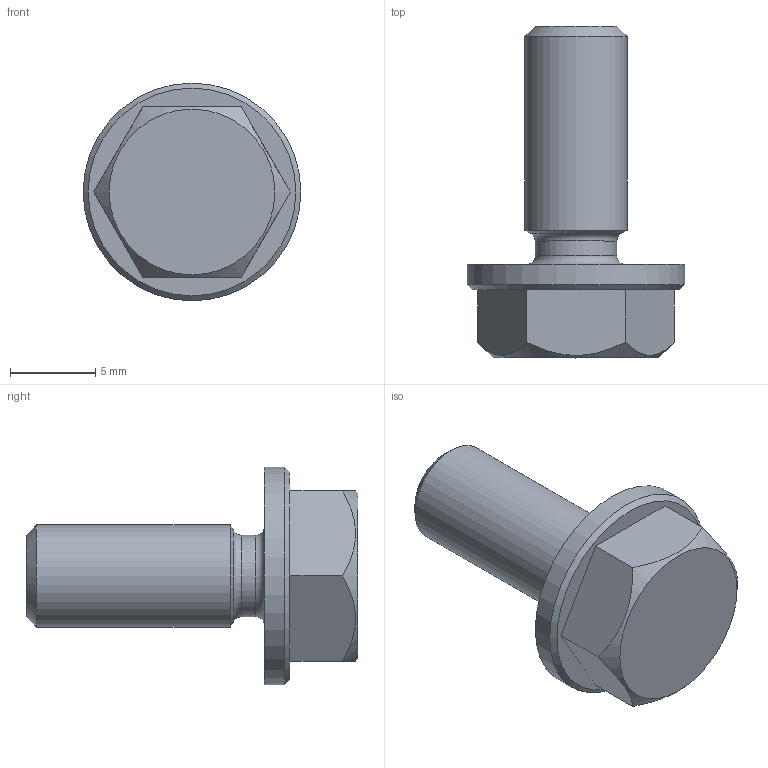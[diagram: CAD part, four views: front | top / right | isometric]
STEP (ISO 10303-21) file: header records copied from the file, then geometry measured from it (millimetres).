
FILE_DESCRIPTION(/* description */ (''),/* implementation_level */ '2;1');
FILE_NAME(/* name */ 'CAD_69156.stp',/* time_stamp */ '2016-06-15T10:25:54+02:00',/* author */ ('Hypex'),/* organization */ ('Hypex'),/* preprocessor_version */ 'ST-DEVELOPER v16.1',/* originating_system */ 'Autodesk Inventor 2016',/* authorisation */ '');
FILE_SCHEMA (('AUTOMOTIVE_DESIGN { 1 0 10303 214 3 1 1 }'));
Length unit declared in the file: millimetre
Products named in the file (1): CAD_69156
Bounding box: 12.8 x 19.5 x 12.8 mm (x, y, z)
Volume: 909.5 mm3; surface area: 702.5 mm2
Topology: 1 solids, 1 shells, 19 faces, 39 edges, 24 vertices
Faces by surface type: plane 10, cone 4, cylinder 3, torus 2
Full cylindrical faces by diameter (mm): 4.8 x1, 6 x1, 12.8 x1
Entity records: 479 total; most frequent: CARTESIAN_POINT 84, DIRECTION 74, ORIENTED_EDGE 58, AXIS2_PLACEMENT_3D 31, EDGE_LOOP 30, EDGE_CURVE 29, VERTEX_POINT 23, STYLED_ITEM 20
